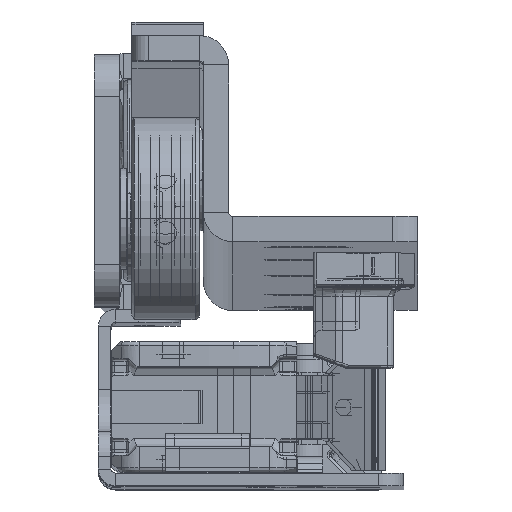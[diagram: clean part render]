
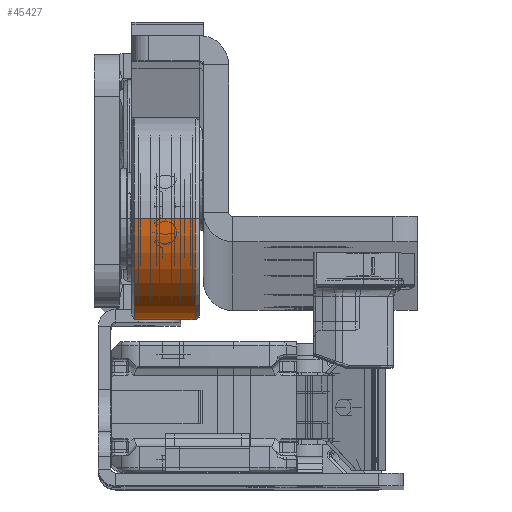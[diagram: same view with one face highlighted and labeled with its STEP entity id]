
A CAD part, top view. The second image highlights one B-rep face of the part: STEP entity #45427.
In plain terms, the highlighted cylindrical face has radius 12 mm (diameter 24 mm), a partial arc.
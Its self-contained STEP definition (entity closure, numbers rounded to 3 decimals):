
#8889 = EDGE_CURVE ( 'NONE', #48486, #127448, #49921, .T. ) ;
#17767 = ORIENTED_EDGE ( 'NONE', *, *, #66527, .T. ) ;
#22272 = CARTESIAN_POINT ( 'NONE',  ( 0.5, 0., 0. ) ) ;
#31643 = ORIENTED_EDGE ( 'NONE', *, *, #8889, .T. ) ;
#31650 = VERTEX_POINT ( 'NONE', #95744 ) ;
#33940 = AXIS2_PLACEMENT_3D ( 'NONE', #95796, #44696, #35129 ) ;
#35129 = DIRECTION ( 'NONE',  ( 0., 0., 1. ) ) ;
#44696 = DIRECTION ( 'NONE',  ( -1., 0., 0. ) ) ;
#45427 = ADVANCED_FACE ( 'NONE', ( #101012 ), #47871, .T. ) ;
#47871 = CYLINDRICAL_SURFACE ( 'NONE', #78389, 12. ) ;
#48486 = VERTEX_POINT ( 'NONE', #85696 ) ;
#49921 = LINE ( 'NONE', #131665, #68931 ) ;
#51207 = VECTOR ( 'NONE', #56773, 1000. ) ;
#55452 = CARTESIAN_POINT ( 'NONE',  ( 0., 0., 12. ) ) ;
#56773 = DIRECTION ( 'NONE',  ( -1., 0., 0. ) ) ;
#66527 = EDGE_CURVE ( 'NONE', #127448, #31650, #130928, .T. ) ;
#67332 = CARTESIAN_POINT ( 'NONE',  ( 0.5, 0., -12. ) ) ;
#68931 = VECTOR ( 'NONE', #122797, 1000. ) ;
#71880 = EDGE_CURVE ( 'NONE', #88123, #31650, #75209, .T. ) ;
#75209 = LINE ( 'NONE', #55452, #51207 ) ;
#78389 = AXIS2_PLACEMENT_3D ( 'NONE', #89441, #79220, #110528 ) ;
#79220 = DIRECTION ( 'NONE',  ( -1., 0., 0. ) ) ;
#85696 = CARTESIAN_POINT ( 'NONE',  ( 7.711, 0., -12. ) ) ;
#88123 = VERTEX_POINT ( 'NONE', #91622 ) ;
#88291 = CIRCLE ( 'NONE', #33940, 12. ) ;
#89441 = CARTESIAN_POINT ( 'NONE',  ( 0., 0., 0. ) ) ;
#91622 = CARTESIAN_POINT ( 'NONE',  ( 7.711, 0., 12. ) ) ;
#92356 = EDGE_LOOP ( 'NONE', ( #112235, #31643, #17767, #130071 ) ) ;
#95744 = CARTESIAN_POINT ( 'NONE',  ( 0.5, 0., 12. ) ) ;
#95796 = CARTESIAN_POINT ( 'NONE',  ( 7.711, 0., 0. ) ) ;
#101012 = FACE_OUTER_BOUND ( 'NONE', #92356, .T. ) ;
#105357 = DIRECTION ( 'NONE',  ( 1., 0., 0. ) ) ;
#110528 = DIRECTION ( 'NONE',  ( 0., 0., 1. ) ) ;
#112235 = ORIENTED_EDGE ( 'NONE', *, *, #119522, .T. ) ;
#114233 = DIRECTION ( 'NONE',  ( 0., 0., -1. ) ) ;
#119522 = EDGE_CURVE ( 'NONE', #88123, #48486, #88291, .T. ) ;
#120026 = AXIS2_PLACEMENT_3D ( 'NONE', #22272, #105357, #114233 ) ;
#122797 = DIRECTION ( 'NONE',  ( -1., 0., 0. ) ) ;
#127448 = VERTEX_POINT ( 'NONE', #67332 ) ;
#130071 = ORIENTED_EDGE ( 'NONE', *, *, #71880, .F. ) ;
#130928 = CIRCLE ( 'NONE', #120026, 12. ) ;
#131665 = CARTESIAN_POINT ( 'NONE',  ( 0., 0., -12. ) ) ;
